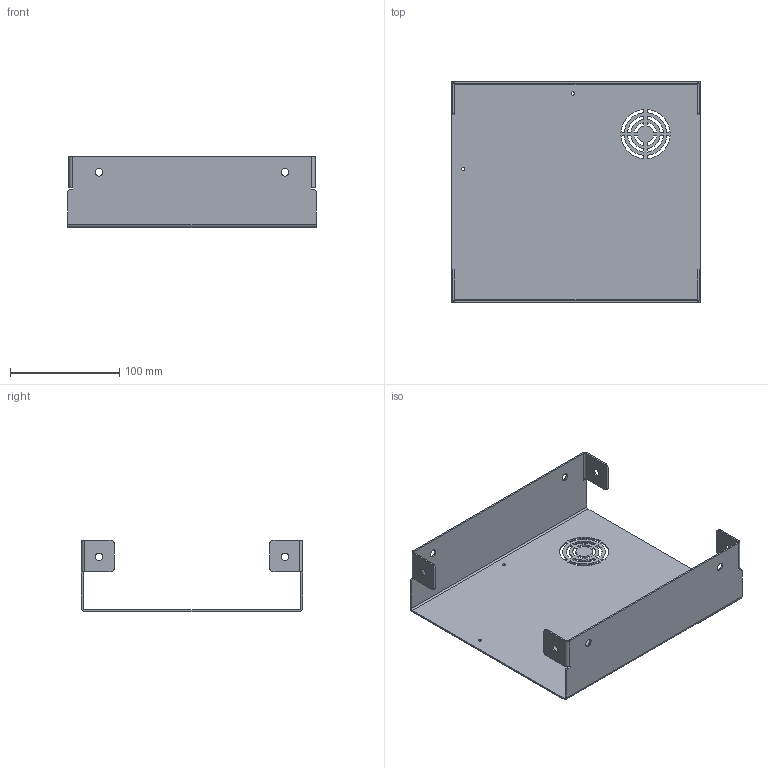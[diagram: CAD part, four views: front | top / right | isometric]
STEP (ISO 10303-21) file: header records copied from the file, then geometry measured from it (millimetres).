
FILE_DESCRIPTION(/* description */ (''),/* implementation_level */ '2;1');
FILE_NAME(/* name */ '5.5 Metal bending.step',/* time_stamp */ '2024-08-16T10:16:23+02:00',/* author */ (''),/* organization */ (''),/* preprocessor_version */ 'ST-DEVELOPER v20',/* originating_system */ 'Autodesk Translation Framework v13.14.0.145',/* authorisation */ '');
FILE_SCHEMA (('AUTOMOTIVE_DESIGN { 1 0 10303 214 3 1 1 }'));
Length unit declared in the file: millimetre
Products named in the file (1): bottom plate
Bounding box: 227 x 202 x 65 mm (x, y, z)
Volume: 114233.7 mm3; surface area: 155467 mm2
Topology: 1 solids, 1 shells, 140 faces, 366 edges, 228 vertices
Faces by surface type: plane 82, cylinder 58
Full cylindrical faces by diameter (mm): 3 x2, 7 x8
Entity records: 4379 total; most frequent: DIRECTION 764, CARTESIAN_POINT 735, ORIENTED_EDGE 732, EDGE_CURVE 366, AXIS2_PLACEMENT_3D 257, LINE 250, VECTOR 250, VERTEX_POINT 228
